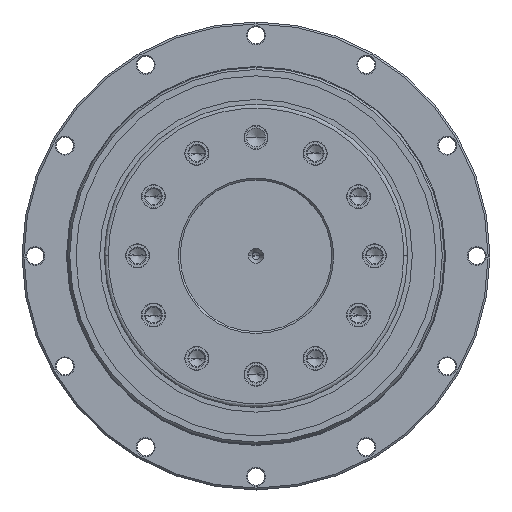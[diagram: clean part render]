
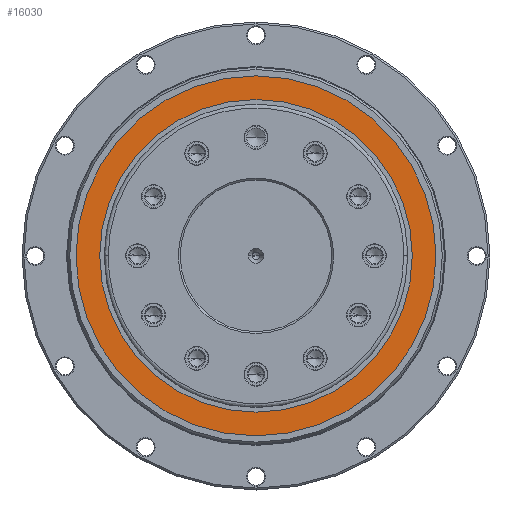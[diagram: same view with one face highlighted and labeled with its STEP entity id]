
A CAD part, top view. The second image highlights one B-rep face of the part: STEP entity #16030.
In plain terms, the highlighted planar face has unit normal (0, 0, 1).
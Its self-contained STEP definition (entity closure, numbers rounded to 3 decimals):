
#1202 = AXIS2_PLACEMENT_3D ( 'NONE', #24456, #24384, #24330 ) ;
#1435 = EDGE_CURVE ( 'NONE', #3135, #34115, #5721, .T. ) ;
#1612 = CARTESIAN_POINT ( 'NONE',  ( 0., 0., 97.49 ) ) ;
#3135 = VERTEX_POINT ( 'NONE', #3831 ) ;
#3831 = CARTESIAN_POINT ( 'NONE',  ( -95., 0., 97.49 ) ) ;
#3989 = FACE_OUTER_BOUND ( 'NONE', #20606, .T. ) ;
#4857 = DIRECTION ( 'NONE',  ( -1., 0., 0. ) ) ;
#4865 = DIRECTION ( 'NONE',  ( 0., 0., -1. ) ) ;
#5721 = CIRCLE ( 'NONE', #1202, 95. ) ;
#5897 = ORIENTED_EDGE ( 'NONE', *, *, #24069, .T. ) ;
#6712 = ORIENTED_EDGE ( 'NONE', *, *, #10251, .T. ) ;
#8260 = VERTEX_POINT ( 'NONE', #35508 ) ;
#9271 = EDGE_CURVE ( 'NONE', #34115, #3135, #13336, .T. ) ;
#10040 = DIRECTION ( 'NONE',  ( 0., 0., 1. ) ) ;
#10213 = CIRCLE ( 'NONE', #20668, 82.5 ) ;
#10251 = EDGE_CURVE ( 'NONE', #8260, #19691, #38069, .T. ) ;
#13336 = CIRCLE ( 'NONE', #18517, 95. ) ;
#13388 = AXIS2_PLACEMENT_3D ( 'NONE', #28974, #10040, #32099 ) ;
#13593 = AXIS2_PLACEMENT_3D ( 'NONE', #23770, #4865, #26950 ) ;
#13673 = ORIENTED_EDGE ( 'NONE', *, *, #9271, .T. ) ;
#16030 = ADVANCED_FACE ( 'NONE', ( #20837, #3989 ), #18624, .T. ) ;
#18517 = AXIS2_PLACEMENT_3D ( 'NONE', #24607, #24465, #24256 ) ;
#18624 = PLANE ( 'NONE',  #13388 ) ;
#19691 = VERTEX_POINT ( 'NONE', #27240 ) ;
#20606 = EDGE_LOOP ( 'NONE', ( #33978, #13673 ) ) ;
#20668 = AXIS2_PLACEMENT_3D ( 'NONE', #1612, #23757, #4857 ) ;
#20837 = FACE_BOUND ( 'NONE', #26586, .T. ) ;
#23757 = DIRECTION ( 'NONE',  ( 0., 0., -1. ) ) ;
#23770 = CARTESIAN_POINT ( 'NONE',  ( 0., 0., 97.49 ) ) ;
#24069 = EDGE_CURVE ( 'NONE', #19691, #8260, #10213, .T. ) ;
#24256 = DIRECTION ( 'NONE',  ( -1., 0., 0. ) ) ;
#24330 = DIRECTION ( 'NONE',  ( -1., 0., 0. ) ) ;
#24384 = DIRECTION ( 'NONE',  ( 0., 0., 1. ) ) ;
#24456 = CARTESIAN_POINT ( 'NONE',  ( 0., 0., 97.49 ) ) ;
#24465 = DIRECTION ( 'NONE',  ( 0., 0., 1. ) ) ;
#24607 = CARTESIAN_POINT ( 'NONE',  ( 0., 0., 97.49 ) ) ;
#26464 = CARTESIAN_POINT ( 'NONE',  ( 95., 0., 97.49 ) ) ;
#26586 = EDGE_LOOP ( 'NONE', ( #6712, #5897 ) ) ;
#26950 = DIRECTION ( 'NONE',  ( -1., 0., 0. ) ) ;
#27240 = CARTESIAN_POINT ( 'NONE',  ( 82.5, 0., 97.49 ) ) ;
#28974 = CARTESIAN_POINT ( 'NONE',  ( 0., 0., 97.49 ) ) ;
#32099 = DIRECTION ( 'NONE',  ( 1., 0., 0. ) ) ;
#33978 = ORIENTED_EDGE ( 'NONE', *, *, #1435, .T. ) ;
#34115 = VERTEX_POINT ( 'NONE', #26464 ) ;
#35508 = CARTESIAN_POINT ( 'NONE',  ( -82.5, 0., 97.49 ) ) ;
#38069 = CIRCLE ( 'NONE', #13593, 82.5 ) ;
